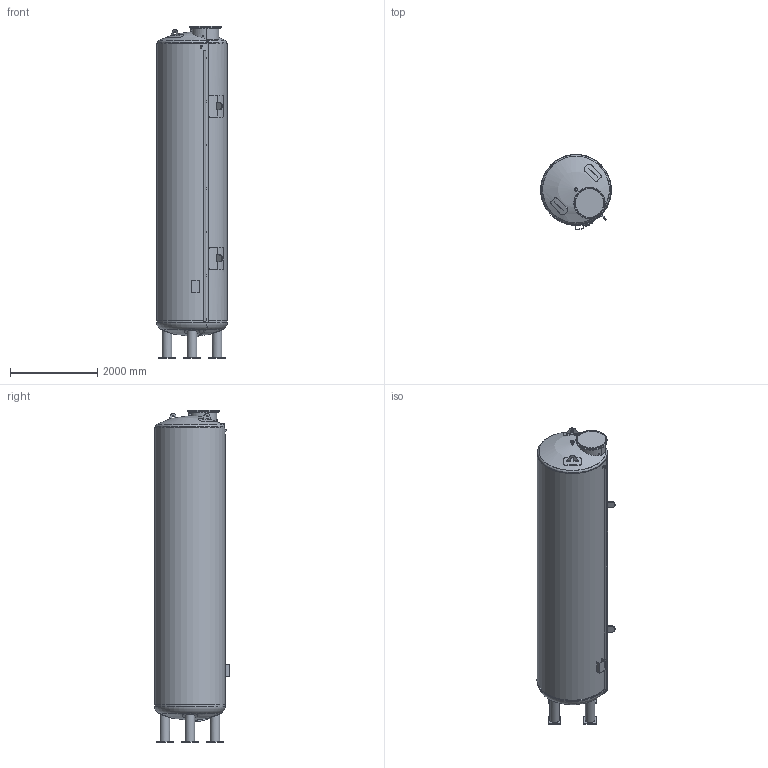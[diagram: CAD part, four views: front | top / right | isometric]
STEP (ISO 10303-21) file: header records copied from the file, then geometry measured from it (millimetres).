
FILE_DESCRIPTION((''),'2;1');
FILE_NAME('Z-38_12-260_Behälter_ø1600_013m³_Dichte=1,0.stp','2014-02-18T15:44:27',('yh'),(''),'Autodesk Inventor 2012','Autodesk Inventor 2012','');
FILE_SCHEMA(('AUTOMOTIVE_DESIGN { 1 0 10303 214 1 1 1 1 }'));
Length unit declared in the file: millimetre
Products named in the file (1): Z-38_12-260_Behälter_ø1600_013m³_Dichte=1,0
Bounding box: 1622.4 x 1719.58 x 7629.34 mm (x, y, z)
Volume: 13664404532.2 mm3; surface area: 49247739.3 mm2
Topology: 11 solids, 15 shells, 1203 faces, 2773 edges, 1755 vertices
Faces by surface type: plane 721, cone 298, cylinder 158, sphere 14, torus 12
Full cylindrical faces by diameter (mm): 14 x1, 16 x64, 21.3 x3, 22.5 x32, 33.7 x1, 39.5 x1, 48.3 x1, 60.3 x2, 66.3 x1, 82.3 x1, 203.1 x4, 219.1 x4, 350 x4, 598 x1, 610 x2, 660 x1, 720 x2, 1590 x1, 1600 x1, 1616 x1, 1626 x1
Entity records: 34410 total; most frequent: CARTESIAN_POINT 9001, ORIENTED_EDGE 4978, DIRECTION 4684, EDGE_CURVE 2489, AXIS2_PLACEMENT_3D 1852, VERTEX_POINT 1699, EDGE_LOOP 1670, STYLED_ITEM 1206
